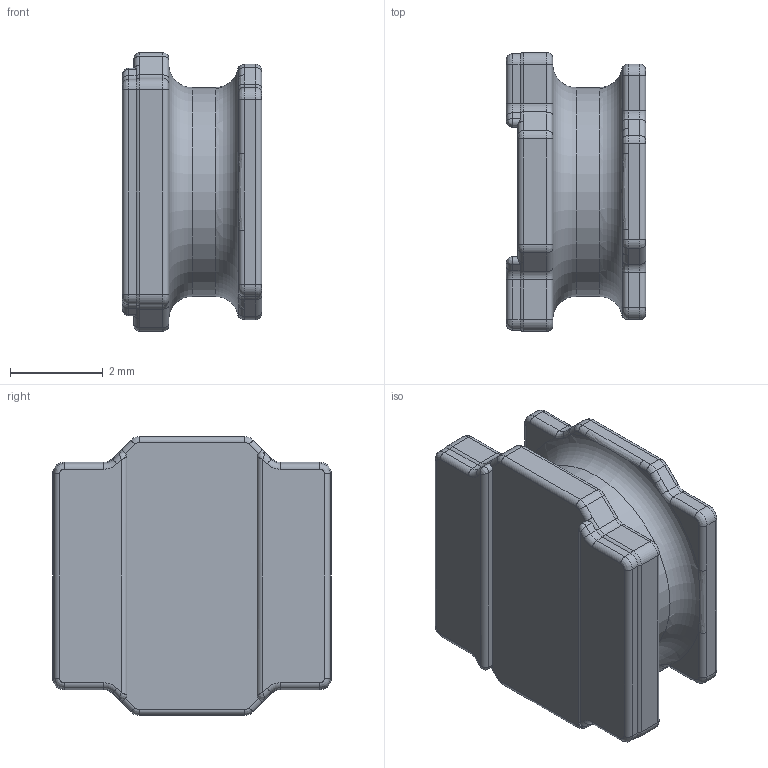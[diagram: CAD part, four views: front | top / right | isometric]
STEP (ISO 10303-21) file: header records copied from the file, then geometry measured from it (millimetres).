
FILE_DESCRIPTION(/* description */ (''),/* implementation_level */ '2;1');
FILE_NAME(/* name */ '6028 Inductor.stp',/* time_stamp */ '2020-08-11T16:46:49-04:00',/* author */ ('Ishaan'),/* organization */ (''),/* preprocessor_version */ 'ST-DEVELOPER v18',/* originating_system */ 'Autodesk Inventor 2020',/* authorisation */ '');
FILE_SCHEMA (('AUTOMOTIVE_DESIGN { 1 0 10303 214 3 1 1 }'));
Length unit declared in the file: millimetre
Products named in the file (1): 6028 Inductor
Bounding box: 3 x 6 x 6 mm (x, y, z)
Volume: 67.2 mm3; surface area: 131.8 mm2
Topology: 1 solids, 1 shells, 228 faces, 525 edges, 296 vertices
Faces by surface type: cylinder 105, bspline 56, plane 49, torus 18
Full cylindrical faces by diameter (mm): 4.5 x1
Entity records: 7074 total; most frequent: CARTESIAN_POINT 1945, DIRECTION 1098, ORIENTED_EDGE 1042, EDGE_CURVE 521, AXIS2_PLACEMENT_3D 441, VERTEX_POINT 296, CIRCLE 260, EDGE_LOOP 229
